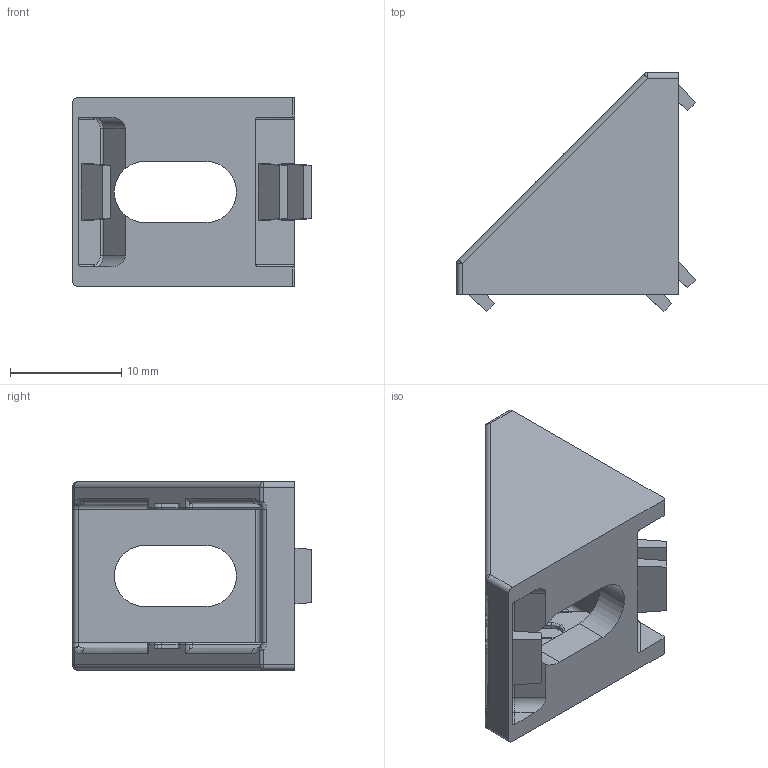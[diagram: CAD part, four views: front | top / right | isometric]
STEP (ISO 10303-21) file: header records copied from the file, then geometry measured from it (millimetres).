
FILE_DESCRIPTION (( 'STEP AP214' ), '1' );
FILE_NAME ('093w201n05r.STEP', '2014-08-20T13:07:58', ( '' ), ( '' ), 'SwSTEP 2.0', 'SolidWorks 2014', '' );
FILE_SCHEMA (( 'AUTOMOTIVE_DESIGN' ));
Length unit declared in the file: millimetre
Products named in the file (1): 093w201n05r
Bounding box: 21.5 x 21.5 x 17 mm (x, y, z)
Volume: 2042.9 mm3; surface area: 2207.3 mm2
Topology: 1 solids, 1 shells, 160 faces, 401 edges, 243 vertices
Faces by surface type: cylinder 66, plane 61, torus 21, sphere 8, bspline 4
Entity records: 4781 total; most frequent: CARTESIAN_POINT 973, DIRECTION 809, ORIENTED_EDGE 794, EDGE_CURVE 397, AXIS2_PLACEMENT_3D 295, VERTEX_POINT 243, VECTOR 219, LINE 219
